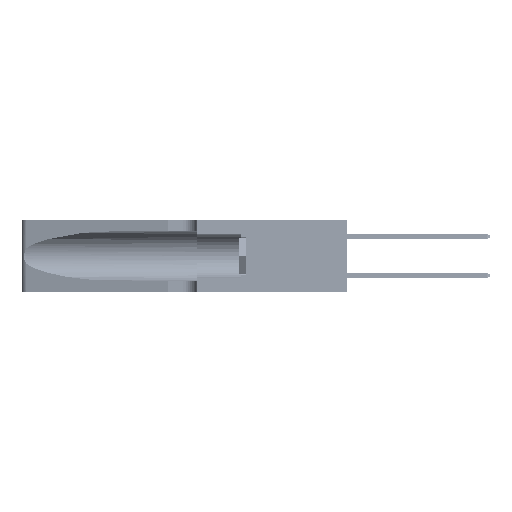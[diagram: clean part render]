
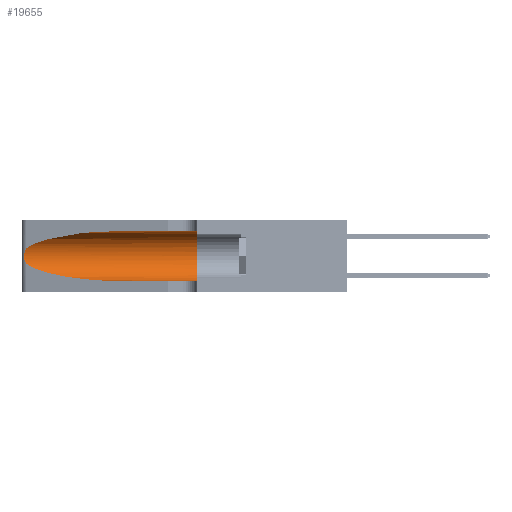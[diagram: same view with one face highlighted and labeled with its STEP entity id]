
A CAD part, left-side view. The second image highlights one B-rep face of the part: STEP entity #19655.
In plain terms, the highlighted cylindrical face has radius 3.308 mm (diameter 6.617 mm), a partial arc.
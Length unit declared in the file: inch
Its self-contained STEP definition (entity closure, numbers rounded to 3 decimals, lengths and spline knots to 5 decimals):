
#422 = VERTEX_POINT ( 'NONE', #26837 ) ;
#712 = CARTESIAN_POINT ( 'NONE',  ( 0.1305, 0.35, 0.05475 ) ) ;
#844 = CARTESIAN_POINT ( 'NONE',  ( 0.26075, 1.23896, 0.178 ) ) ;
#1028 = EDGE_LOOP ( 'NONE', ( #4999, #22452, #47991, #2566, #41636, #32327 ) ) ;
#1299 = CARTESIAN_POINT ( 'NONE',  ( 0.25487, 1.22718, 0.22369 ) ) ;
#1553 = CARTESIAN_POINT ( 'NONE',  ( 0.25639, 1.23186, 0.15144 ) ) ;
#2566 = ORIENTED_EDGE ( 'NONE', *, *, #25572, .T. ) ;
#3075 = B_SPLINE_CURVE_WITH_KNOTS ( 'NONE', 3,
 ( #20710, #41064, #5568, #17079, #20899, #4864, #17255, #844, #21244, #45052, #45229, #1553, #37265, #28879 ),
 .UNSPECIFIED., .F., .F.,
 ( 4, 2, 2, 2, 2, 2, 4 ),
 ( 0., 0.00027, 0.00053, 0.00107, 0.0016, 0.00187, 0.00214 ),
 .UNSPECIFIED. ) ;
#3899 = AXIS2_PLACEMENT_3D ( 'NONE', #15924, #23878, #12239 ) ;
#3947 = DIRECTION ( 'NONE',  ( 0., -1., 0. ) ) ;
#4864 = CARTESIAN_POINT ( 'NONE',  ( 0.26018, 1.23835, 0.19895 ) ) ;
#4999 = ORIENTED_EDGE ( 'NONE', *, *, #36759, .T. ) ;
#5568 = CARTESIAN_POINT ( 'NONE',  ( 0.25639, 1.23184, 0.21858 ) ) ;
#6127 = LINE ( 'NONE', #37978, #31043 ) ;
#8507 =( BOUNDED_CURVE ( )  B_SPLINE_CURVE ( 3, ( #21253, #34132, #40719, #28886 ),
 .UNSPECIFIED., .F., .T. ) 
 B_SPLINE_CURVE_WITH_KNOTS ( ( 4, 4 ),
 ( 3.44316, 4.71239 ),
 .UNSPECIFIED. ) 
 CURVE ( )  GEOMETRIC_REPRESENTATION_ITEM ( )  RATIONAL_B_SPLINE_CURVE ( ( 1., 0.87, 0.87, 1. ) ) 
 REPRESENTATION_ITEM ( '' )  );
#8814 = FACE_OUTER_BOUND ( 'NONE', #1028, .T. ) ;
#9116 = EDGE_CURVE ( 'NONE', #26215, #42072, #6127, .T. ) ;
#10924 = EDGE_CURVE ( 'NONE', #21944, #422, #8507, .T. ) ;
#12015 = DIRECTION ( 'NONE',  ( 0., 0., 1. ) ) ;
#12239 = DIRECTION ( 'NONE',  ( 0., 0., -1. ) ) ;
#15924 = CARTESIAN_POINT ( 'NONE',  ( 0.1305, 1.61858, 0.185 ) ) ;
#16201 = EDGE_CURVE ( 'NONE', #24922, #21944, #3075, .T. ) ;
#16836 = CARTESIAN_POINT ( 'NONE',  ( 0.1305, 0.72297, 0.31525 ) ) ;
#17079 = CARTESIAN_POINT ( 'NONE',  ( 0.25787, 1.23484, 0.2124 ) ) ;
#17255 = CARTESIAN_POINT ( 'NONE',  ( 0.26075, 1.23896, 0.19203 ) ) ;
#17461 = VERTEX_POINT ( 'NONE', #712 ) ;
#19438 = CYLINDRICAL_SURFACE ( 'NONE', #3899, 0.13025 ) ;
#19655 = ADVANCED_FACE ( 'NONE', ( #8814 ), #19438, .F. ) ;
#20172 = DIRECTION ( 'NONE',  ( 0., 1., 0. ) ) ;
#20710 = CARTESIAN_POINT ( 'NONE',  ( 0.25487, 1.22718, 0.22369 ) ) ;
#20899 = CARTESIAN_POINT ( 'NONE',  ( 0.25854, 1.2359, 0.20912 ) ) ;
#21244 = CARTESIAN_POINT ( 'NONE',  ( 0.26017, 1.23833, 0.17102 ) ) ;
#21253 = CARTESIAN_POINT ( 'NONE',  ( 0.25487, 1.22718, 0.14631 ) ) ;
#21944 = VERTEX_POINT ( 'NONE', #43291 ) ;
#22452 = ORIENTED_EDGE ( 'NONE', *, *, #16201, .T. ) ;
#23823 = CARTESIAN_POINT ( 'NONE',  ( 0.1305, 0.35, 0.185 ) ) ;
#23878 = DIRECTION ( 'NONE',  ( 0., -1., 0. ) ) ;
#24520 = CARTESIAN_POINT ( 'NONE',  ( 0.25487, 1.22718, 0.22369 ) ) ;
#24645 = CARTESIAN_POINT ( 'NONE',  ( 0.1305, 0.35, 0.31525 ) ) ;
#24922 = VERTEX_POINT ( 'NONE', #24520 ) ;
#25138 = CARTESIAN_POINT ( 'NONE',  ( 0.2373, 1.15595, 0.28018 ) ) ;
#25572 = EDGE_CURVE ( 'NONE', #422, #17461, #40134, .T. ) ;
#26215 = VERTEX_POINT ( 'NONE', #43065 ) ;
#26603 = CIRCLE ( 'NONE', #36368, 0.13025 ) ;
#26837 = CARTESIAN_POINT ( 'NONE',  ( 0.1305, 0.72297, 0.05475 ) ) ;
#28472 = CARTESIAN_POINT ( 'NONE',  ( 0.1305, 1.61858, 0.05475 ) ) ;
#28879 = CARTESIAN_POINT ( 'NONE',  ( 0.25487, 1.22718, 0.14631 ) ) ;
#28886 = CARTESIAN_POINT ( 'NONE',  ( 0.1305, 0.72297, 0.05475 ) ) ;
#30817 = VECTOR ( 'NONE', #3947, 39.37008 ) ;
#31043 = VECTOR ( 'NONE', #45593, 39.37008 ) ;
#32327 = ORIENTED_EDGE ( 'NONE', *, *, #9116, .F. ) ;
#34132 = CARTESIAN_POINT ( 'NONE',  ( 0.2373, 1.15595, 0.08982 ) ) ;
#36055 = EDGE_CURVE ( 'NONE', #42072, #17461, #26603, .T. ) ;
#36368 = AXIS2_PLACEMENT_3D ( 'NONE', #23823, #20172, #12015 ) ;
#36759 = EDGE_CURVE ( 'NONE', #26215, #24922, #47376, .T. ) ;
#37265 = CARTESIAN_POINT ( 'NONE',  ( 0.25555, 1.22993, 0.14849 ) ) ;
#37978 = CARTESIAN_POINT ( 'NONE',  ( 0.1305, 1.61858, 0.31525 ) ) ;
#40134 = LINE ( 'NONE', #28472, #30817 ) ;
#40719 = CARTESIAN_POINT ( 'NONE',  ( 0.18966, 0.96281, 0.05475 ) ) ;
#41064 = CARTESIAN_POINT ( 'NONE',  ( 0.25555, 1.22994, 0.2215 ) ) ;
#41636 = ORIENTED_EDGE ( 'NONE', *, *, #36055, .F. ) ;
#42072 = VERTEX_POINT ( 'NONE', #24645 ) ;
#43065 = CARTESIAN_POINT ( 'NONE',  ( 0.1305, 0.72297, 0.31525 ) ) ;
#43291 = CARTESIAN_POINT ( 'NONE',  ( 0.25487, 1.22718, 0.14631 ) ) ;
#44976 = CARTESIAN_POINT ( 'NONE',  ( 0.18966, 0.96281, 0.31525 ) ) ;
#45052 = CARTESIAN_POINT ( 'NONE',  ( 0.25856, 1.23593, 0.16098 ) ) ;
#45229 = CARTESIAN_POINT ( 'NONE',  ( 0.25789, 1.23486, 0.15765 ) ) ;
#45593 = DIRECTION ( 'NONE',  ( 0., -1., 0. ) ) ;
#47376 =( BOUNDED_CURVE ( )  B_SPLINE_CURVE ( 3, ( #16836, #44976, #25138, #1299 ),
 .UNSPECIFIED., .F., .T. ) 
 B_SPLINE_CURVE_WITH_KNOTS ( ( 4, 4 ),
 ( 1.5708, 2.84003 ),
 .UNSPECIFIED. ) 
 CURVE ( )  GEOMETRIC_REPRESENTATION_ITEM ( )  RATIONAL_B_SPLINE_CURVE ( ( 1., 0.87, 0.87, 1. ) ) 
 REPRESENTATION_ITEM ( '' )  );
#47991 = ORIENTED_EDGE ( 'NONE', *, *, #10924, .T. ) ;
